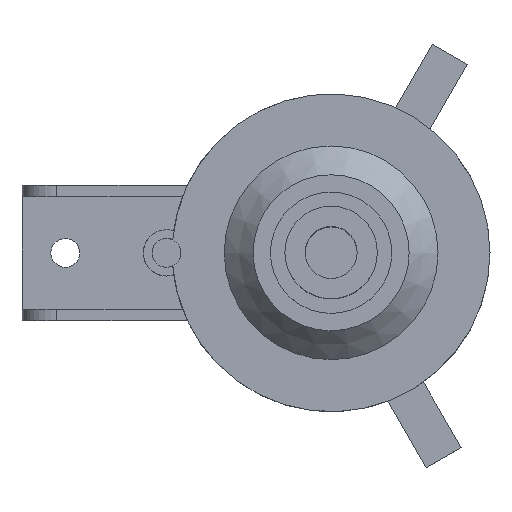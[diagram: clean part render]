
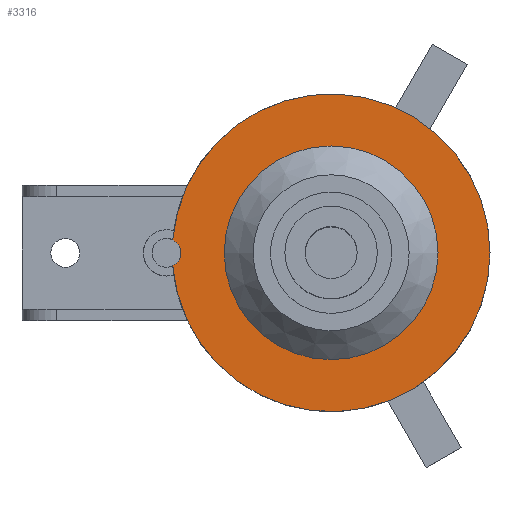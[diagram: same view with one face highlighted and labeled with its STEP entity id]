
A CAD part, top view. The second image highlights one B-rep face of the part: STEP entity #3316.
In plain terms, the highlighted planar face has unit normal (0, 0, 1).
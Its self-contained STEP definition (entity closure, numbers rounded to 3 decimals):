
#567 = CYLINDRICAL_SURFACE('',#568,27.5);
#568 = AXIS2_PLACEMENT_3D('',#569,#570,#571);
#569 = CARTESIAN_POINT('',(53.5,9.,0.));
#570 = DIRECTION('',(0.,0.,1.));
#571 = DIRECTION('',(1.,0.,0.));
#596 = CYLINDRICAL_SURFACE('',#597,27.5);
#597 = AXIS2_PLACEMENT_3D('',#598,#599,#600);
#598 = CARTESIAN_POINT('',(53.5,9.,0.));
#599 = DIRECTION('',(0.,0.,1.));
#600 = DIRECTION('',(1.,0.,0.));
#1258 = VERTEX_POINT('',#1259);
#1259 = CARTESIAN_POINT('',(26.092,11.249,14.));
#1273 = CYLINDRICAL_SURFACE('',#1274,2.5);
#1274 = AXIS2_PLACEMENT_3D('',#1275,#1276,#1277);
#1275 = CARTESIAN_POINT('',(25.,9.,-50.));
#1276 = DIRECTION('',(0.,0.,1.));
#1277 = DIRECTION('',(1.,0.,0.));
#1285 = EDGE_CURVE('',#1286,#1258,#1288,.T.);
#1286 = VERTEX_POINT('',#1287);
#1287 = CARTESIAN_POINT('',(81.,9.,14.));
#1288 = SURFACE_CURVE('',#1289,(#1294,#1301),.PCURVE_S1.);
#1289 = CIRCLE('',#1290,27.5);
#1290 = AXIS2_PLACEMENT_3D('',#1291,#1292,#1293);
#1291 = CARTESIAN_POINT('',(53.5,9.,14.));
#1292 = DIRECTION('',(0.,0.,1.));
#1293 = DIRECTION('',(1.,0.,0.));
#1294 = PCURVE('',#596,#1295);
#1295 = DEFINITIONAL_REPRESENTATION('',(#1296),#1300);
#1296 = LINE('',#1297,#1298);
#1297 = CARTESIAN_POINT('',(0.,14.));
#1298 = VECTOR('',#1299,1.);
#1299 = DIRECTION('',(1.,0.));
#1300 = ( GEOMETRIC_REPRESENTATION_CONTEXT(2) 
PARAMETRIC_REPRESENTATION_CONTEXT() REPRESENTATION_CONTEXT('2D SPACE',''
  ) );
#1301 = PCURVE('',#1302,#1307);
#1302 = PLANE('',#1303);
#1303 = AXIS2_PLACEMENT_3D('',#1304,#1305,#1306);
#1304 = CARTESIAN_POINT('',(53.5,9.,14.));
#1305 = DIRECTION('',(0.,0.,1.));
#1306 = DIRECTION('',(1.,0.,0.));
#1307 = DEFINITIONAL_REPRESENTATION('',(#1308),#1312);
#1308 = CIRCLE('',#1309,27.5);
#1309 = AXIS2_PLACEMENT_2D('',#1310,#1311);
#1310 = CARTESIAN_POINT('',(0.,0.));
#1311 = DIRECTION('',(1.,0.));
#1312 = ( GEOMETRIC_REPRESENTATION_CONTEXT(2) 
PARAMETRIC_REPRESENTATION_CONTEXT() REPRESENTATION_CONTEXT('2D SPACE',''
  ) );
#1509 = EDGE_CURVE('',#1510,#1286,#1512,.T.);
#1510 = VERTEX_POINT('',#1511);
#1511 = CARTESIAN_POINT('',(26.092,6.751,14.));
#1512 = SURFACE_CURVE('',#1513,(#1518,#1525),.PCURVE_S1.);
#1513 = CIRCLE('',#1514,27.5);
#1514 = AXIS2_PLACEMENT_3D('',#1515,#1516,#1517);
#1515 = CARTESIAN_POINT('',(53.5,9.,14.));
#1516 = DIRECTION('',(0.,0.,1.));
#1517 = DIRECTION('',(1.,0.,0.));
#1518 = PCURVE('',#567,#1519);
#1519 = DEFINITIONAL_REPRESENTATION('',(#1520),#1524);
#1520 = LINE('',#1521,#1522);
#1521 = CARTESIAN_POINT('',(0.,14.));
#1522 = VECTOR('',#1523,1.);
#1523 = DIRECTION('',(1.,0.));
#1524 = ( GEOMETRIC_REPRESENTATION_CONTEXT(2) 
PARAMETRIC_REPRESENTATION_CONTEXT() REPRESENTATION_CONTEXT('2D SPACE',''
  ) );
#1525 = PCURVE('',#1302,#1526);
#1526 = DEFINITIONAL_REPRESENTATION('',(#1527),#1531);
#1527 = CIRCLE('',#1528,27.5);
#1528 = AXIS2_PLACEMENT_2D('',#1529,#1530);
#1529 = CARTESIAN_POINT('',(0.,0.));
#1530 = DIRECTION('',(1.,0.));
#1531 = ( GEOMETRIC_REPRESENTATION_CONTEXT(2) 
PARAMETRIC_REPRESENTATION_CONTEXT() REPRESENTATION_CONTEXT('2D SPACE',''
  ) );
#3175 = EDGE_CURVE('',#3176,#1258,#3178,.T.);
#3176 = VERTEX_POINT('',#3177);
#3177 = CARTESIAN_POINT('',(27.5,9.,14.));
#3178 = SURFACE_CURVE('',#3179,(#3184,#3191),.PCURVE_S1.);
#3179 = CIRCLE('',#3180,2.5);
#3180 = AXIS2_PLACEMENT_3D('',#3181,#3182,#3183);
#3181 = CARTESIAN_POINT('',(25.,9.,14.));
#3182 = DIRECTION('',(0.,0.,1.));
#3183 = DIRECTION('',(0.,-1.,0.));
#3184 = PCURVE('',#1273,#3185);
#3185 = DEFINITIONAL_REPRESENTATION('',(#3186),#3190);
#3186 = LINE('',#3187,#3188);
#3187 = CARTESIAN_POINT('',(-1.571,64.));
#3188 = VECTOR('',#3189,1.);
#3189 = DIRECTION('',(1.,0.));
#3190 = ( GEOMETRIC_REPRESENTATION_CONTEXT(2) 
PARAMETRIC_REPRESENTATION_CONTEXT() REPRESENTATION_CONTEXT('2D SPACE',''
  ) );
#3191 = PCURVE('',#1302,#3192);
#3192 = DEFINITIONAL_REPRESENTATION('',(#3193),#3197);
#3193 = CIRCLE('',#3194,2.5);
#3194 = AXIS2_PLACEMENT_2D('',#3195,#3196);
#3195 = CARTESIAN_POINT('',(-28.5,0.));
#3196 = DIRECTION('',(0.,-1.));
#3197 = ( GEOMETRIC_REPRESENTATION_CONTEXT(2) 
PARAMETRIC_REPRESENTATION_CONTEXT() REPRESENTATION_CONTEXT('2D SPACE',''
  ) );
#3245 = EDGE_CURVE('',#1510,#3176,#3246,.T.);
#3246 = SURFACE_CURVE('',#3247,(#3252,#3259),.PCURVE_S1.);
#3247 = CIRCLE('',#3248,2.5);
#3248 = AXIS2_PLACEMENT_3D('',#3249,#3250,#3251);
#3249 = CARTESIAN_POINT('',(25.,9.,14.));
#3250 = DIRECTION('',(0.,0.,1.));
#3251 = DIRECTION('',(0.,-1.,0.));
#3252 = PCURVE('',#1273,#3253);
#3253 = DEFINITIONAL_REPRESENTATION('',(#3254),#3258);
#3254 = LINE('',#3255,#3256);
#3255 = CARTESIAN_POINT('',(4.712,64.));
#3256 = VECTOR('',#3257,1.);
#3257 = DIRECTION('',(1.,0.));
#3258 = ( GEOMETRIC_REPRESENTATION_CONTEXT(2) 
PARAMETRIC_REPRESENTATION_CONTEXT() REPRESENTATION_CONTEXT('2D SPACE',''
  ) );
#3259 = PCURVE('',#1302,#3260);
#3260 = DEFINITIONAL_REPRESENTATION('',(#3261),#3265);
#3261 = CIRCLE('',#3262,2.5);
#3262 = AXIS2_PLACEMENT_2D('',#3263,#3264);
#3263 = CARTESIAN_POINT('',(-28.5,0.));
#3264 = DIRECTION('',(0.,-1.));
#3265 = ( GEOMETRIC_REPRESENTATION_CONTEXT(2) 
PARAMETRIC_REPRESENTATION_CONTEXT() REPRESENTATION_CONTEXT('2D SPACE',''
  ) );
#3316 = ADVANCED_FACE('',(#3317,#3348),#1302,.T.);
#3317 = FACE_BOUND('',#3318,.T.);
#3318 = EDGE_LOOP('',(#3319));
#3319 = ORIENTED_EDGE('',*,*,#3320,.F.);
#3320 = EDGE_CURVE('',#3321,#3321,#3323,.T.);
#3321 = VERTEX_POINT('',#3322);
#3322 = CARTESIAN_POINT('',(72.,9.,14.));
#3323 = SURFACE_CURVE('',#3324,(#3329,#3336),.PCURVE_S1.);
#3324 = CIRCLE('',#3325,18.5);
#3325 = AXIS2_PLACEMENT_3D('',#3326,#3327,#3328);
#3326 = CARTESIAN_POINT('',(53.5,9.,14.));
#3327 = DIRECTION('',(0.,0.,1.));
#3328 = DIRECTION('',(1.,0.,0.));
#3329 = PCURVE('',#1302,#3330);
#3330 = DEFINITIONAL_REPRESENTATION('',(#3331),#3335);
#3331 = CIRCLE('',#3332,18.5);
#3332 = AXIS2_PLACEMENT_2D('',#3333,#3334);
#3333 = CARTESIAN_POINT('',(0.,0.));
#3334 = DIRECTION('',(1.,0.));
#3335 = ( GEOMETRIC_REPRESENTATION_CONTEXT(2) 
PARAMETRIC_REPRESENTATION_CONTEXT() REPRESENTATION_CONTEXT('2D SPACE',''
  ) );
#3336 = PCURVE('',#3337,#3342);
#3337 = CONICAL_SURFACE('',#3338,18.5,0.785);
#3338 = AXIS2_PLACEMENT_3D('',#3339,#3340,#3341);
#3339 = CARTESIAN_POINT('',(53.5,9.,14.));
#3340 = DIRECTION('',(0.,0.,-1.));
#3341 = DIRECTION('',(1.,0.,0.));
#3342 = DEFINITIONAL_REPRESENTATION('',(#3343),#3347);
#3343 = LINE('',#3344,#3345);
#3344 = CARTESIAN_POINT('',(0.,0.));
#3345 = VECTOR('',#3346,1.);
#3346 = DIRECTION('',(-1.,0.));
#3347 = ( GEOMETRIC_REPRESENTATION_CONTEXT(2) 
PARAMETRIC_REPRESENTATION_CONTEXT() REPRESENTATION_CONTEXT('2D SPACE',''
  ) );
#3348 = FACE_BOUND('',#3349,.T.);
#3349 = EDGE_LOOP('',(#3350,#3351,#3352,#3353));
#3350 = ORIENTED_EDGE('',*,*,#3175,.F.);
#3351 = ORIENTED_EDGE('',*,*,#3245,.F.);
#3352 = ORIENTED_EDGE('',*,*,#1509,.T.);
#3353 = ORIENTED_EDGE('',*,*,#1285,.T.);
